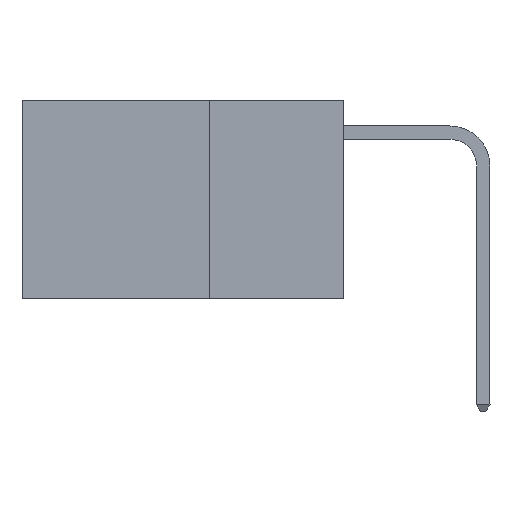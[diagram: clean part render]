
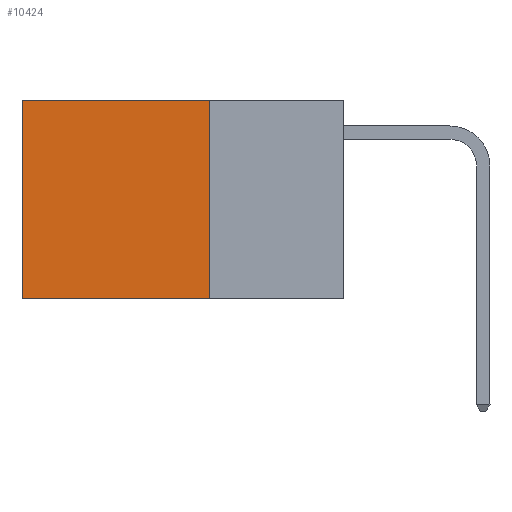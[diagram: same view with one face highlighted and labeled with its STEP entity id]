
A CAD part, left-side view. The second image highlights one B-rep face of the part: STEP entity #10424.
In plain terms, the highlighted planar face has unit normal (-1, 0, 0).
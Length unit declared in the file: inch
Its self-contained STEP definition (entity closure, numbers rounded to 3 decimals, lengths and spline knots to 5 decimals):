
#217 = EDGE_CURVE ( 'NONE', #6866, #851, #4080, .T. ) ;
#482 = FACE_OUTER_BOUND ( 'NONE', #5863, .T. ) ;
#851 = VERTEX_POINT ( 'NONE', #3021 ) ;
#889 = DIRECTION ( 'NONE',  ( 0., 0., -1. ) ) ;
#1365 = PLANE ( 'NONE',  #3911 ) ;
#1791 = VECTOR ( 'NONE', #7434, 39.37008 ) ;
#1953 = LINE ( 'NONE', #10791, #1791 ) ;
#2272 = CARTESIAN_POINT ( 'NONE',  ( 0.2625, 0.6, 0. ) ) ;
#2280 = DIRECTION ( 'NONE',  ( 0., 0., -1. ) ) ;
#2551 = ORIENTED_EDGE ( 'NONE', *, *, #217, .T. ) ;
#2744 = ORIENTED_EDGE ( 'NONE', *, *, #10268, .F. ) ;
#2799 = VERTEX_POINT ( 'NONE', #6810 ) ;
#2874 = ORIENTED_EDGE ( 'NONE', *, *, #6852, .F. ) ;
#3019 = ORIENTED_EDGE ( 'NONE', *, *, #3822, .T. ) ;
#3021 = CARTESIAN_POINT ( 'NONE',  ( 0.2625, 0.6, -0.37 ) ) ;
#3027 = VECTOR ( 'NONE', #4124, 39.37008 ) ;
#3050 = LINE ( 'NONE', #5133, #3027 ) ;
#3822 = EDGE_CURVE ( 'NONE', #2799, #6866, #3050, .T. ) ;
#3911 = AXIS2_PLACEMENT_3D ( 'NONE', #10114, #7630, #2280 ) ;
#3983 = VECTOR ( 'NONE', #889, 39.37008 ) ;
#4080 = LINE ( 'NONE', #2272, #3983 ) ;
#4124 = DIRECTION ( 'NONE',  ( 0., 1., 0. ) ) ;
#4829 = VERTEX_POINT ( 'NONE', #9923 ) ;
#5133 = CARTESIAN_POINT ( 'NONE',  ( 0.2625, 0.25, 0. ) ) ;
#5863 = EDGE_LOOP ( 'NONE', ( #2551, #2744, #2874, #3019 ) ) ;
#6257 = VECTOR ( 'NONE', #10491, 39.37008 ) ;
#6268 = LINE ( 'NONE', #10438, #6257 ) ;
#6810 = CARTESIAN_POINT ( 'NONE',  ( 0.2625, 0.25, 0. ) ) ;
#6852 = EDGE_CURVE ( 'NONE', #2799, #4829, #6268, .T. ) ;
#6866 = VERTEX_POINT ( 'NONE', #10355 ) ;
#7434 = DIRECTION ( 'NONE',  ( 0., 1., 0. ) ) ;
#7630 = DIRECTION ( 'NONE',  ( 1., 0., 0. ) ) ;
#9923 = CARTESIAN_POINT ( 'NONE',  ( 0.2625, 0.25, -0.37 ) ) ;
#10114 = CARTESIAN_POINT ( 'NONE',  ( 0.2625, 0.25, 0. ) ) ;
#10268 = EDGE_CURVE ( 'NONE', #4829, #851, #1953, .T. ) ;
#10355 = CARTESIAN_POINT ( 'NONE',  ( 0.2625, 0.6, 0. ) ) ;
#10424 = ADVANCED_FACE ( 'NONE', ( #482 ), #1365, .F. ) ;
#10438 = CARTESIAN_POINT ( 'NONE',  ( 0.2625, 0.25, 0. ) ) ;
#10491 = DIRECTION ( 'NONE',  ( 0., 0., -1. ) ) ;
#10791 = CARTESIAN_POINT ( 'NONE',  ( 0.2625, 0.25, -0.37 ) ) ;
